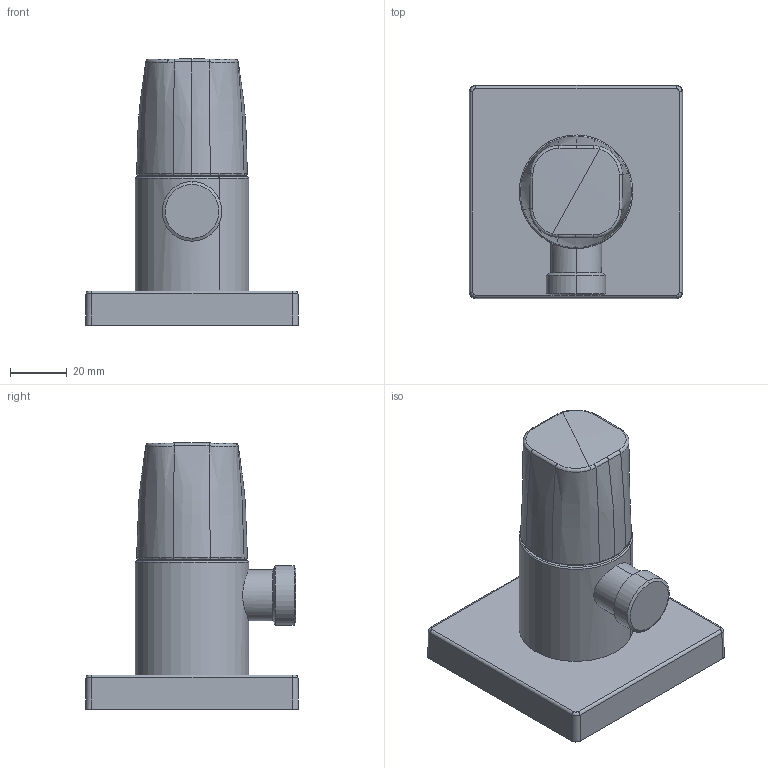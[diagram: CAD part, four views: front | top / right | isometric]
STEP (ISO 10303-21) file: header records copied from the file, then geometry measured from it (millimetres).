
FILE_DESCRIPTION (( 'STEP AP203' ), '1' );
FILE_NAME ('51570162.STEP', '2017-06-30T08:53:09', ( '' ), ( '' ), 'SwSTEP 2.0', 'SolidWorks 2016', '' );
FILE_SCHEMA (( 'CONFIG_CONTROL_DESIGN' ));
Length unit declared in the file: millimetre
Products named in the file (1): 51570162
Bounding box: 75 x 75 x 93.7 mm (x, y, z)
Volume: 167953.1 mm3; surface area: 25834 mm2
Topology: 1 solids, 1 shells, 69 faces, 152 edges, 89 vertices
Faces by surface type: bspline 36, cylinder 16, plane 9, cone 4, sphere 2, torus 2
Entity records: 4498 total; most frequent: CARTESIAN_POINT 3192, ORIENTED_EDGE 304, DIRECTION 160, EDGE_CURVE 152, VERTEX_POINT 89, B_SPLINE_CURVE_WITH_KNOTS 82, EDGE_LOOP 73, ADVANCED_FACE 69
